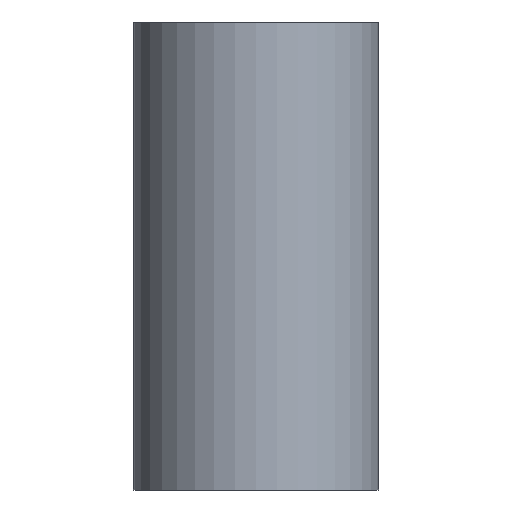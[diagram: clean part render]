
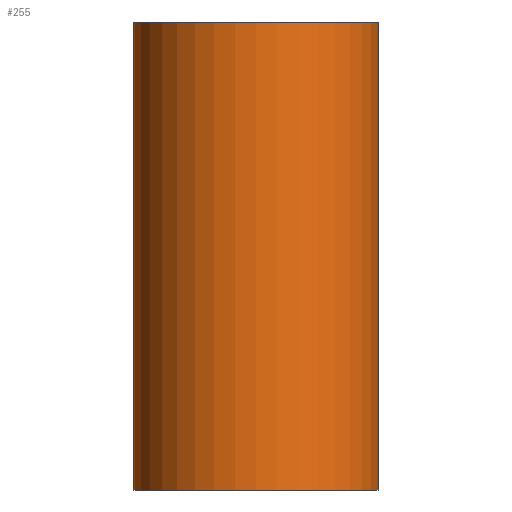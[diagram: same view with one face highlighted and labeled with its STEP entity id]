
A CAD part, front view. The second image highlights one B-rep face of the part: STEP entity #255.
In plain terms, the highlighted cylindrical face has radius 78.36 mm (diameter 156.72 mm), a partial arc.
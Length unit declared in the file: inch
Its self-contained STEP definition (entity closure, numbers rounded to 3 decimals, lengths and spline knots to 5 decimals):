
#5 = DIRECTION ( 'NONE',  ( 0., 0., 1. ) ) ;
#6 = CARTESIAN_POINT ( 'NONE',  ( -3.08504, 0.0625, -11.78189 ) ) ;
#12 = ORIENTED_EDGE ( 'NONE', *, *, #48, .F. ) ;
#16 = EDGE_CURVE ( 'NONE', #125, #188, #29, .T. ) ;
#20 = EDGE_LOOP ( 'NONE', ( #12, #172, #122, #152 ) ) ;
#28 = LINE ( 'NONE', #263, #302 ) ;
#29 = CIRCLE ( 'NONE', #36, 3.08504 ) ;
#31 = DIRECTION ( 'NONE',  ( 0., 0., 1. ) ) ;
#36 = AXIS2_PLACEMENT_3D ( 'NONE', #228, #282, #75 ) ;
#48 = EDGE_CURVE ( 'NONE', #219, #188, #202, .T. ) ;
#75 = DIRECTION ( 'NONE',  ( 1., 0., 0. ) ) ;
#77 = CARTESIAN_POINT ( 'NONE',  ( 0., 0.0625, -11.78189 ) ) ;
#79 = CARTESIAN_POINT ( 'NONE',  ( -6.17008, 0.0625, -36. ) ) ;
#94 = VERTEX_POINT ( 'NONE', #77 ) ;
#96 = AXIS2_PLACEMENT_3D ( 'NONE', #6, #292, #105 ) ;
#105 = DIRECTION ( 'NONE',  ( 1., 0., 0. ) ) ;
#110 = CARTESIAN_POINT ( 'NONE',  ( -3.08504, 0.0625, -36. ) ) ;
#122 = ORIENTED_EDGE ( 'NONE', *, *, #294, .T. ) ;
#125 = VERTEX_POINT ( 'NONE', #253 ) ;
#144 = AXIS2_PLACEMENT_3D ( 'NONE', #110, #5, #311 ) ;
#152 = ORIENTED_EDGE ( 'NONE', *, *, #16, .T. ) ;
#172 = ORIENTED_EDGE ( 'NONE', *, *, #233, .F. ) ;
#184 = FACE_OUTER_BOUND ( 'NONE', #20, .T. ) ;
#188 = VERTEX_POINT ( 'NONE', #239 ) ;
#202 = LINE ( 'NONE', #79, #325 ) ;
#219 = VERTEX_POINT ( 'NONE', #265 ) ;
#228 = CARTESIAN_POINT ( 'NONE',  ( -3.08504, 0.0625, -0.00394 ) ) ;
#233 = EDGE_CURVE ( 'NONE', #94, #219, #240, .T. ) ;
#238 = CYLINDRICAL_SURFACE ( 'NONE', #144, 3.08504 ) ;
#239 = CARTESIAN_POINT ( 'NONE',  ( -6.17008, 0.0625, -0.00394 ) ) ;
#240 = CIRCLE ( 'NONE', #96, 3.08504 ) ;
#253 = CARTESIAN_POINT ( 'NONE',  ( 0., 0.0625, -0.00394 ) ) ;
#255 = ADVANCED_FACE ( 'NONE', ( #184 ), #238, .T. ) ;
#263 = CARTESIAN_POINT ( 'NONE',  ( 0., 0.0625, -36. ) ) ;
#265 = CARTESIAN_POINT ( 'NONE',  ( -6.17008, 0.0625, -11.78189 ) ) ;
#282 = DIRECTION ( 'NONE',  ( 0., 0., -1. ) ) ;
#292 = DIRECTION ( 'NONE',  ( 0., 0., -1. ) ) ;
#294 = EDGE_CURVE ( 'NONE', #94, #125, #28, .T. ) ;
#302 = VECTOR ( 'NONE', #31, 39.37008 ) ;
#311 = DIRECTION ( 'NONE',  ( 1., 0., 0. ) ) ;
#325 = VECTOR ( 'NONE', #330, 39.37008 ) ;
#330 = DIRECTION ( 'NONE',  ( 0., 0., 1. ) ) ;
